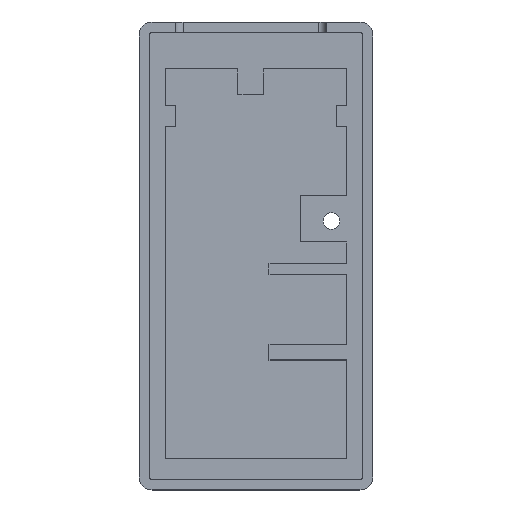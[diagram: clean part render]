
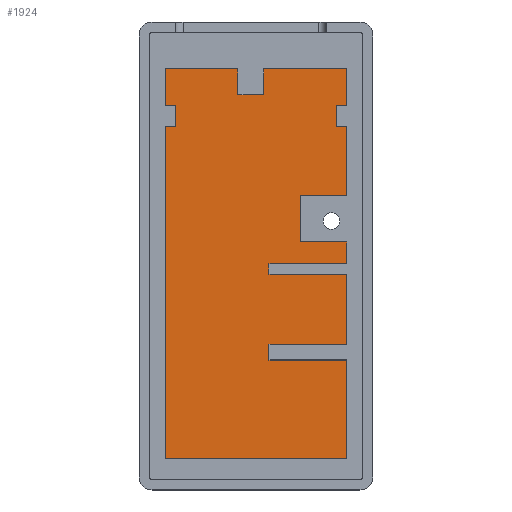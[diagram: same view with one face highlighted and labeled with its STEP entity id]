
A CAD part, top view. The second image highlights one B-rep face of the part: STEP entity #1924.
In plain terms, the highlighted planar face has unit normal (0, 0, 1).
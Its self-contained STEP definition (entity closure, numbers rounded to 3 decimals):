
#1257 = VERTEX_POINT('',#1258);
#1258 = CARTESIAN_POINT('',(5.,6.,2.));
#1266 = VERTEX_POINT('',#1267);
#1267 = CARTESIAN_POINT('',(5.,70.,2.));
#1273 = EDGE_CURVE('',#1257,#1266,#1274,.T.);
#1274 = LINE('',#1275,#1276);
#1275 = CARTESIAN_POINT('',(5.,6.,2.));
#1276 = VECTOR('',#1277,1.);
#1277 = DIRECTION('',(0.,1.,0.));
#1288 = VERTEX_POINT('',#1289);
#1289 = CARTESIAN_POINT('',(40.,6.,2.));
#1297 = EDGE_CURVE('',#1288,#1257,#1298,.T.);
#1298 = LINE('',#1299,#1300);
#1299 = CARTESIAN_POINT('',(40.,6.,2.));
#1300 = VECTOR('',#1301,1.);
#1301 = DIRECTION('',(-1.,0.,0.));
#1314 = VERTEX_POINT('',#1315);
#1315 = CARTESIAN_POINT('',(7.,70.,2.));
#1321 = EDGE_CURVE('',#1266,#1314,#1322,.T.);
#1322 = LINE('',#1323,#1324);
#1323 = CARTESIAN_POINT('',(5.,70.,2.));
#1324 = VECTOR('',#1325,1.);
#1325 = DIRECTION('',(1.,0.,0.));
#1336 = VERTEX_POINT('',#1337);
#1337 = CARTESIAN_POINT('',(40.,25.,2.));
#1345 = EDGE_CURVE('',#1336,#1288,#1346,.T.);
#1346 = LINE('',#1347,#1348);
#1347 = CARTESIAN_POINT('',(40.,25.,2.));
#1348 = VECTOR('',#1349,1.);
#1349 = DIRECTION('',(0.,-1.,0.));
#1362 = VERTEX_POINT('',#1363);
#1363 = CARTESIAN_POINT('',(7.,74.,2.));
#1369 = EDGE_CURVE('',#1314,#1362,#1370,.T.);
#1370 = LINE('',#1371,#1372);
#1371 = CARTESIAN_POINT('',(7.,70.,2.));
#1372 = VECTOR('',#1373,1.);
#1373 = DIRECTION('',(0.,1.,0.));
#1384 = VERTEX_POINT('',#1385);
#1385 = CARTESIAN_POINT('',(25.,25.,2.));
#1393 = EDGE_CURVE('',#1384,#1336,#1394,.T.);
#1394 = LINE('',#1395,#1396);
#1395 = CARTESIAN_POINT('',(25.,25.,2.));
#1396 = VECTOR('',#1397,1.);
#1397 = DIRECTION('',(1.,0.,0.));
#1410 = VERTEX_POINT('',#1411);
#1411 = CARTESIAN_POINT('',(5.,74.,2.));
#1417 = EDGE_CURVE('',#1362,#1410,#1418,.T.);
#1418 = LINE('',#1419,#1420);
#1419 = CARTESIAN_POINT('',(7.,74.,2.));
#1420 = VECTOR('',#1421,1.);
#1421 = DIRECTION('',(-1.,0.,0.));
#1432 = VERTEX_POINT('',#1433);
#1433 = CARTESIAN_POINT('',(25.,28.,2.));
#1441 = EDGE_CURVE('',#1432,#1384,#1442,.T.);
#1442 = LINE('',#1443,#1444);
#1443 = CARTESIAN_POINT('',(25.,28.,2.));
#1444 = VECTOR('',#1445,1.);
#1445 = DIRECTION('',(0.,-1.,0.));
#1458 = VERTEX_POINT('',#1459);
#1459 = CARTESIAN_POINT('',(5.,81.,2.));
#1465 = EDGE_CURVE('',#1410,#1458,#1466,.T.);
#1466 = LINE('',#1467,#1468);
#1467 = CARTESIAN_POINT('',(5.,74.,2.));
#1468 = VECTOR('',#1469,1.);
#1469 = DIRECTION('',(0.,1.,0.));
#1480 = VERTEX_POINT('',#1481);
#1481 = CARTESIAN_POINT('',(40.,28.,2.));
#1489 = EDGE_CURVE('',#1480,#1432,#1490,.T.);
#1490 = LINE('',#1491,#1492);
#1491 = CARTESIAN_POINT('',(40.,28.,2.));
#1492 = VECTOR('',#1493,1.);
#1493 = DIRECTION('',(-1.,0.,0.));
#1506 = VERTEX_POINT('',#1507);
#1507 = CARTESIAN_POINT('',(19.,81.,2.));
#1513 = EDGE_CURVE('',#1458,#1506,#1514,.T.);
#1514 = LINE('',#1515,#1516);
#1515 = CARTESIAN_POINT('',(5.,81.,2.));
#1516 = VECTOR('',#1517,1.);
#1517 = DIRECTION('',(1.,0.,0.));
#1528 = VERTEX_POINT('',#1529);
#1529 = CARTESIAN_POINT('',(40.,41.5,2.));
#1537 = EDGE_CURVE('',#1528,#1480,#1538,.T.);
#1538 = LINE('',#1539,#1540);
#1539 = CARTESIAN_POINT('',(40.,41.5,2.));
#1540 = VECTOR('',#1541,1.);
#1541 = DIRECTION('',(0.,-1.,0.));
#1554 = VERTEX_POINT('',#1555);
#1555 = CARTESIAN_POINT('',(19.,76.,2.));
#1561 = EDGE_CURVE('',#1506,#1554,#1562,.T.);
#1562 = LINE('',#1563,#1564);
#1563 = CARTESIAN_POINT('',(19.,81.,2.));
#1564 = VECTOR('',#1565,1.);
#1565 = DIRECTION('',(0.,-1.,0.));
#1576 = VERTEX_POINT('',#1577);
#1577 = CARTESIAN_POINT('',(25.,41.5,2.));
#1585 = EDGE_CURVE('',#1576,#1528,#1586,.T.);
#1586 = LINE('',#1587,#1588);
#1587 = CARTESIAN_POINT('',(25.,41.5,2.));
#1588 = VECTOR('',#1589,1.);
#1589 = DIRECTION('',(1.,0.,0.));
#1602 = VERTEX_POINT('',#1603);
#1603 = CARTESIAN_POINT('',(24.,76.,2.));
#1609 = EDGE_CURVE('',#1554,#1602,#1610,.T.);
#1610 = LINE('',#1611,#1612);
#1611 = CARTESIAN_POINT('',(19.,76.,2.));
#1612 = VECTOR('',#1613,1.);
#1613 = DIRECTION('',(1.,0.,0.));
#1624 = VERTEX_POINT('',#1625);
#1625 = CARTESIAN_POINT('',(25.,43.5,2.));
#1633 = EDGE_CURVE('',#1624,#1576,#1634,.T.);
#1634 = LINE('',#1635,#1636);
#1635 = CARTESIAN_POINT('',(25.,43.5,2.));
#1636 = VECTOR('',#1637,1.);
#1637 = DIRECTION('',(0.,-1.,0.));
#1650 = VERTEX_POINT('',#1651);
#1651 = CARTESIAN_POINT('',(24.,81.,2.));
#1657 = EDGE_CURVE('',#1602,#1650,#1658,.T.);
#1658 = LINE('',#1659,#1660);
#1659 = CARTESIAN_POINT('',(24.,76.,2.));
#1660 = VECTOR('',#1661,1.);
#1661 = DIRECTION('',(0.,1.,0.));
#1672 = VERTEX_POINT('',#1673);
#1673 = CARTESIAN_POINT('',(40.,43.5,2.));
#1681 = EDGE_CURVE('',#1672,#1624,#1682,.T.);
#1682 = LINE('',#1683,#1684);
#1683 = CARTESIAN_POINT('',(40.,43.5,2.));
#1684 = VECTOR('',#1685,1.);
#1685 = DIRECTION('',(-1.,0.,0.));
#1698 = VERTEX_POINT('',#1699);
#1699 = CARTESIAN_POINT('',(40.,81.,2.));
#1705 = EDGE_CURVE('',#1650,#1698,#1706,.T.);
#1706 = LINE('',#1707,#1708);
#1707 = CARTESIAN_POINT('',(24.,81.,2.));
#1708 = VECTOR('',#1709,1.);
#1709 = DIRECTION('',(1.,0.,0.));
#1720 = VERTEX_POINT('',#1721);
#1721 = CARTESIAN_POINT('',(40.,47.7,2.));
#1729 = EDGE_CURVE('',#1720,#1672,#1730,.T.);
#1730 = LINE('',#1731,#1732);
#1731 = CARTESIAN_POINT('',(40.,47.7,2.));
#1732 = VECTOR('',#1733,1.);
#1733 = DIRECTION('',(0.,-1.,0.));
#1746 = VERTEX_POINT('',#1747);
#1747 = CARTESIAN_POINT('',(40.,74.,2.));
#1753 = EDGE_CURVE('',#1698,#1746,#1754,.T.);
#1754 = LINE('',#1755,#1756);
#1755 = CARTESIAN_POINT('',(40.,81.,2.));
#1756 = VECTOR('',#1757,1.);
#1757 = DIRECTION('',(0.,-1.,0.));
#1768 = VERTEX_POINT('',#1769);
#1769 = CARTESIAN_POINT('',(31.,47.7,2.));
#1777 = EDGE_CURVE('',#1768,#1720,#1778,.T.);
#1778 = LINE('',#1779,#1780);
#1779 = CARTESIAN_POINT('',(31.,47.7,2.));
#1780 = VECTOR('',#1781,1.);
#1781 = DIRECTION('',(1.,0.,0.));
#1794 = VERTEX_POINT('',#1795);
#1795 = CARTESIAN_POINT('',(38.,74.,2.));
#1801 = EDGE_CURVE('',#1746,#1794,#1802,.T.);
#1802 = LINE('',#1803,#1804);
#1803 = CARTESIAN_POINT('',(40.,74.,2.));
#1804 = VECTOR('',#1805,1.);
#1805 = DIRECTION('',(-1.,0.,0.));
#1816 = VERTEX_POINT('',#1817);
#1817 = CARTESIAN_POINT('',(31.,56.7,2.));
#1825 = EDGE_CURVE('',#1816,#1768,#1826,.T.);
#1826 = LINE('',#1827,#1828);
#1827 = CARTESIAN_POINT('',(31.,56.7,2.));
#1828 = VECTOR('',#1829,1.);
#1829 = DIRECTION('',(0.,-1.,0.));
#1842 = VERTEX_POINT('',#1843);
#1843 = CARTESIAN_POINT('',(38.,70.,2.));
#1849 = EDGE_CURVE('',#1794,#1842,#1850,.T.);
#1850 = LINE('',#1851,#1852);
#1851 = CARTESIAN_POINT('',(38.,74.,2.));
#1852 = VECTOR('',#1853,1.);
#1853 = DIRECTION('',(0.,-1.,0.));
#1864 = VERTEX_POINT('',#1865);
#1865 = CARTESIAN_POINT('',(40.,56.7,2.));
#1873 = EDGE_CURVE('',#1864,#1816,#1874,.T.);
#1874 = LINE('',#1875,#1876);
#1875 = CARTESIAN_POINT('',(40.,56.7,2.));
#1876 = VECTOR('',#1877,1.);
#1877 = DIRECTION('',(-1.,0.,0.));
#1890 = VERTEX_POINT('',#1891);
#1891 = CARTESIAN_POINT('',(40.,70.,2.));
#1897 = EDGE_CURVE('',#1842,#1890,#1898,.T.);
#1898 = LINE('',#1899,#1900);
#1899 = CARTESIAN_POINT('',(38.,70.,2.));
#1900 = VECTOR('',#1901,1.);
#1901 = DIRECTION('',(1.,0.,0.));
#1914 = EDGE_CURVE('',#1890,#1864,#1915,.T.);
#1915 = LINE('',#1916,#1917);
#1916 = CARTESIAN_POINT('',(40.,70.,2.));
#1917 = VECTOR('',#1918,1.);
#1918 = DIRECTION('',(0.,-1.,0.));
#1924 = ADVANCED_FACE('',(#1925),#1955,.T.);
#1925 = FACE_BOUND('',#1926,.T.);
#1926 = EDGE_LOOP('',(#1927,#1928,#1929,#1930,#1931,#1932,#1933,#1934,
    #1935,#1936,#1937,#1938,#1939,#1940,#1941,#1942,#1943,#1944,#1945,
    #1946,#1947,#1948,#1949,#1950,#1951,#1952,#1953,#1954));
#1927 = ORIENTED_EDGE('',*,*,#1273,.F.);
#1928 = ORIENTED_EDGE('',*,*,#1297,.F.);
#1929 = ORIENTED_EDGE('',*,*,#1345,.F.);
#1930 = ORIENTED_EDGE('',*,*,#1393,.F.);
#1931 = ORIENTED_EDGE('',*,*,#1441,.F.);
#1932 = ORIENTED_EDGE('',*,*,#1489,.F.);
#1933 = ORIENTED_EDGE('',*,*,#1537,.F.);
#1934 = ORIENTED_EDGE('',*,*,#1585,.F.);
#1935 = ORIENTED_EDGE('',*,*,#1633,.F.);
#1936 = ORIENTED_EDGE('',*,*,#1681,.F.);
#1937 = ORIENTED_EDGE('',*,*,#1729,.F.);
#1938 = ORIENTED_EDGE('',*,*,#1777,.F.);
#1939 = ORIENTED_EDGE('',*,*,#1825,.F.);
#1940 = ORIENTED_EDGE('',*,*,#1873,.F.);
#1941 = ORIENTED_EDGE('',*,*,#1914,.F.);
#1942 = ORIENTED_EDGE('',*,*,#1897,.F.);
#1943 = ORIENTED_EDGE('',*,*,#1849,.F.);
#1944 = ORIENTED_EDGE('',*,*,#1801,.F.);
#1945 = ORIENTED_EDGE('',*,*,#1753,.F.);
#1946 = ORIENTED_EDGE('',*,*,#1705,.F.);
#1947 = ORIENTED_EDGE('',*,*,#1657,.F.);
#1948 = ORIENTED_EDGE('',*,*,#1609,.F.);
#1949 = ORIENTED_EDGE('',*,*,#1561,.F.);
#1950 = ORIENTED_EDGE('',*,*,#1513,.F.);
#1951 = ORIENTED_EDGE('',*,*,#1465,.F.);
#1952 = ORIENTED_EDGE('',*,*,#1417,.F.);
#1953 = ORIENTED_EDGE('',*,*,#1369,.F.);
#1954 = ORIENTED_EDGE('',*,*,#1321,.F.);
#1955 = PLANE('',#1956);
#1956 = AXIS2_PLACEMENT_3D('',#1957,#1958,#1959);
#1957 = CARTESIAN_POINT('',(22.5,45.,2.));
#1958 = DIRECTION('',(0.,0.,1.));
#1959 = DIRECTION('',(1.,0.,0.));
